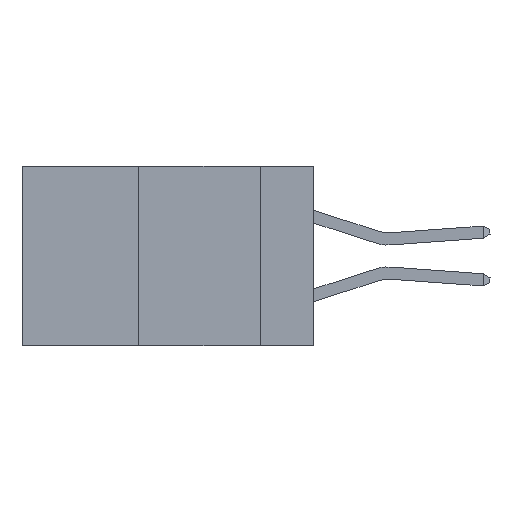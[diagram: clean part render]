
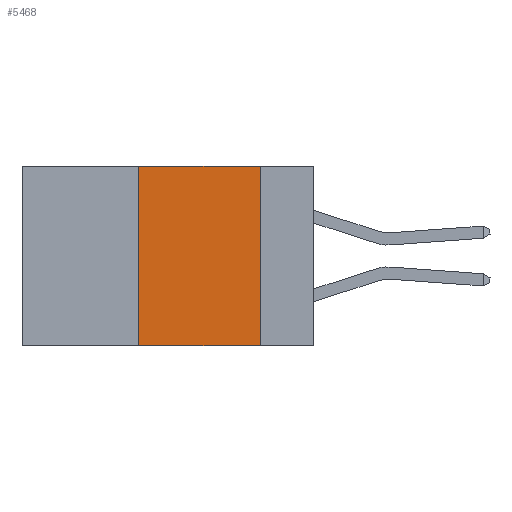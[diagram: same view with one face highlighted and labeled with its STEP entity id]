
A CAD part, left-side view. The second image highlights one B-rep face of the part: STEP entity #5468.
In plain terms, the highlighted planar face has unit normal (-1, 0, 0).
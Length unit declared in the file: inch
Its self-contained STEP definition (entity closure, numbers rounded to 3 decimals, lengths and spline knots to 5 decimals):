
#168 = VECTOR ( 'NONE', #14668, 39.37008 ) ;
#532 = VERTEX_POINT ( 'NONE', #15216 ) ;
#1190 = DIRECTION ( 'NONE',  ( 0., 0., 1. ) ) ;
#1461 = LINE ( 'NONE', #11186, #5840 ) ;
#2131 = ORIENTED_EDGE ( 'NONE', *, *, #15878, .F. ) ;
#3634 = CARTESIAN_POINT ( 'NONE',  ( 0., 0.11, -0.37 ) ) ;
#4094 = DIRECTION ( 'NONE',  ( 0., 0., -1. ) ) ;
#4702 = VERTEX_POINT ( 'NONE', #8461 ) ;
#5144 = VERTEX_POINT ( 'NONE', #15806 ) ;
#5203 = DIRECTION ( 'NONE',  ( 0., 0., -1. ) ) ;
#5468 = ADVANCED_FACE ( 'NONE', ( #7690 ), #13834, .F. ) ;
#5840 = VECTOR ( 'NONE', #8742, 39.37008 ) ;
#5925 = CARTESIAN_POINT ( 'NONE',  ( 0., 0.6, -0.37 ) ) ;
#6182 = ORIENTED_EDGE ( 'NONE', *, *, #12298, .F. ) ;
#7105 = VECTOR ( 'NONE', #5203, 39.37008 ) ;
#7690 = FACE_OUTER_BOUND ( 'NONE', #9936, .T. ) ;
#8122 = VERTEX_POINT ( 'NONE', #3634 ) ;
#8461 = CARTESIAN_POINT ( 'NONE',  ( 0., 0.11, 0. ) ) ;
#8742 = DIRECTION ( 'NONE',  ( 0., -1., 0. ) ) ;
#9049 = CARTESIAN_POINT ( 'NONE',  ( 0., 0.6, 0. ) ) ;
#9158 = DIRECTION ( 'NONE',  ( 1., 0., 0. ) ) ;
#9503 = AXIS2_PLACEMENT_3D ( 'NONE', #9049, #9158, #4094 ) ;
#9644 = ORIENTED_EDGE ( 'NONE', *, *, #13210, .T. ) ;
#9936 = EDGE_LOOP ( 'NONE', ( #6182, #15061, #2131, #9644 ) ) ;
#10174 = LINE ( 'NONE', #5925, #168 ) ;
#10219 = EDGE_CURVE ( 'NONE', #532, #4702, #1461, .T. ) ;
#10399 = LINE ( 'NONE', #15088, #7105 ) ;
#11186 = CARTESIAN_POINT ( 'NONE',  ( 0., 0.6, 0. ) ) ;
#12214 = VECTOR ( 'NONE', #1190, 39.37008 ) ;
#12298 = EDGE_CURVE ( 'NONE', #4702, #8122, #10399, .T. ) ;
#13210 = EDGE_CURVE ( 'NONE', #5144, #8122, #10174, .T. ) ;
#13834 = PLANE ( 'NONE',  #9503 ) ;
#14191 = LINE ( 'NONE', #14906, #12214 ) ;
#14668 = DIRECTION ( 'NONE',  ( 0., -1., 0. ) ) ;
#14906 = CARTESIAN_POINT ( 'NONE',  ( 0., 0.36, 0. ) ) ;
#15061 = ORIENTED_EDGE ( 'NONE', *, *, #10219, .F. ) ;
#15088 = CARTESIAN_POINT ( 'NONE',  ( 0., 0.11, 0. ) ) ;
#15216 = CARTESIAN_POINT ( 'NONE',  ( 0., 0.36, 0. ) ) ;
#15806 = CARTESIAN_POINT ( 'NONE',  ( 0., 0.36, -0.37 ) ) ;
#15878 = EDGE_CURVE ( 'NONE', #5144, #532, #14191, .T. ) ;
